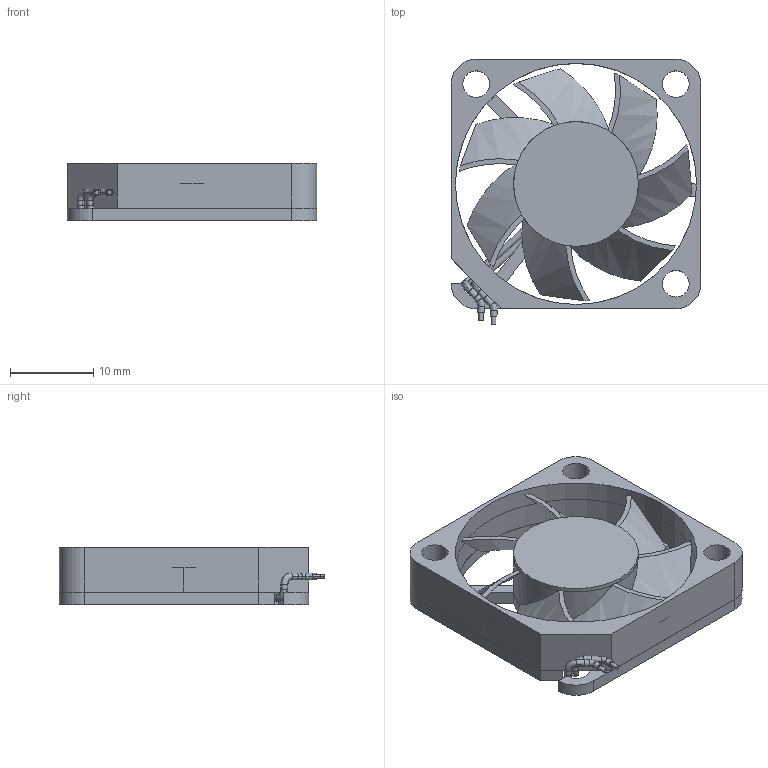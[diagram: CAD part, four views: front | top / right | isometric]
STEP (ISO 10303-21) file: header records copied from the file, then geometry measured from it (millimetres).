
FILE_DESCRIPTION((''),'2;1');
FILE_NAME('FAN_SUNON_MC30060V1-000U-A99.stp','2015-01-26T09:59:31',(''),(''),'Mechanical Desktop 2011','Mechanical Desktop 2011',', , ');
FILE_SCHEMA(('AUTOMOTIVE_DESIGN { 1 2 10303 214 1 1 1 1 }'));
Length unit declared in the file: millimetre
Products named in the file (1): Product
Bounding box: 30 x 31.93 x 6.9 mm (x, y, z)
Volume: 2902.8 mm3; surface area: 5502.8 mm2
Topology: 17 solids, 17 shells, 154 faces, 355 edges, 235 vertices
Faces by surface type: cylinder 68, plane 51, bspline 23, torus 12
Entity records: 4956 total; most frequent: CARTESIAN_POINT 1276, DIRECTION 814, ORIENTED_EDGE 710, EDGE_CURVE 355, AXIS2_PLACEMENT_3D 341, VERTEX_POINT 235, CIRCLE 209, EDGE_LOOP 170
